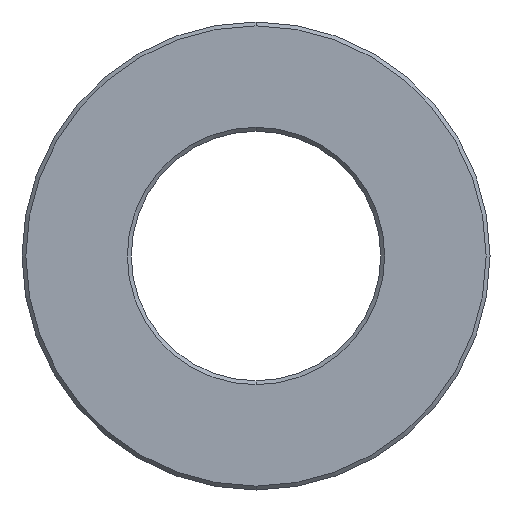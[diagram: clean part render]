
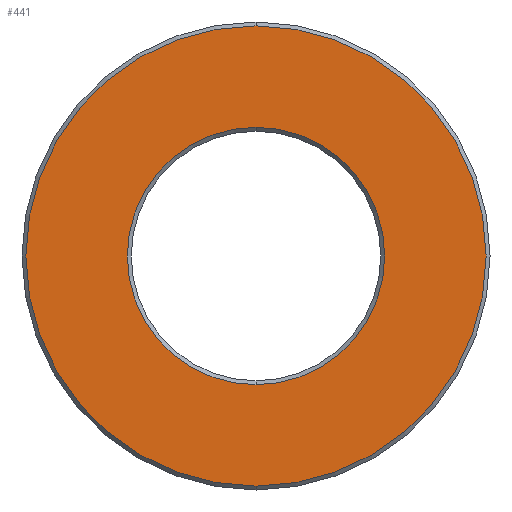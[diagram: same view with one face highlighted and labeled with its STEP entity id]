
A CAD part, front view. The second image highlights one B-rep face of the part: STEP entity #441.
In plain terms, the highlighted planar face has unit normal (0, -1, 0).
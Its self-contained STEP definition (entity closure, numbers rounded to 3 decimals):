
#74 = EDGE_CURVE ( 'NONE', #123, #147, #476, .T. ) ;
#117 = VERTEX_POINT ( 'NONE', #578 ) ;
#118 = EDGE_CURVE ( 'NONE', #216, #117, #575, .T. ) ;
#123 = VERTEX_POINT ( 'NONE', #562 ) ;
#147 = VERTEX_POINT ( 'NONE', #845 ) ;
#216 = VERTEX_POINT ( 'NONE', #821 ) ;
#254 = ORIENTED_EDGE ( 'NONE', *, *, #400, .T. ) ;
#290 = EDGE_LOOP ( 'NONE', ( #254, #442 ) ) ;
#293 = EDGE_CURVE ( 'NONE', #117, #216, #973, .T. ) ;
#301 = ORIENTED_EDGE ( 'NONE', *, *, #293, .F. ) ;
#357 = EDGE_LOOP ( 'NONE', ( #301, #360 ) ) ;
#360 = ORIENTED_EDGE ( 'NONE', *, *, #118, .F. ) ;
#400 = EDGE_CURVE ( 'NONE', #147, #123, #981, .T. ) ;
#441 = ADVANCED_FACE ( 'NONE', ( #944, #934 ), #946, .T. ) ;
#442 = ORIENTED_EDGE ( 'NONE', *, *, #74, .T. ) ;
#467 = DIRECTION ( 'NONE',  ( 0., 0., -1. ) ) ;
#468 = DIRECTION ( 'NONE',  ( 0., -1., 0. ) ) ;
#469 = CARTESIAN_POINT ( 'NONE',  ( 0., 0., 0. ) ) ;
#470 = AXIS2_PLACEMENT_3D ( 'NONE', #469, #468, #467 ) ;
#476 = CIRCLE ( 'NONE', #470, 14.75 ) ;
#562 = CARTESIAN_POINT ( 'NONE',  ( 0., 0., -14.75 ) ) ;
#564 = DIRECTION ( 'NONE',  ( 0., 0., -1. ) ) ;
#565 = DIRECTION ( 'NONE',  ( 0., -1., 0. ) ) ;
#566 = CARTESIAN_POINT ( 'NONE',  ( 0., 0., 0. ) ) ;
#575 = CIRCLE ( 'NONE', #579, 8.25 ) ;
#578 = CARTESIAN_POINT ( 'NONE',  ( 0., 0., -8.25 ) ) ;
#579 = AXIS2_PLACEMENT_3D ( 'NONE', #566, #565, #564 ) ;
#821 = CARTESIAN_POINT ( 'NONE',  ( 0., 0., 8.25 ) ) ;
#845 = CARTESIAN_POINT ( 'NONE',  ( 0., 0., 14.75 ) ) ;
#856 = DIRECTION ( 'NONE',  ( 0., 0., -1. ) ) ;
#857 = DIRECTION ( 'NONE',  ( 0., -1., 0. ) ) ;
#858 = CARTESIAN_POINT ( 'NONE',  ( 8.25, 0., 0. ) ) ;
#913 = DIRECTION ( 'NONE',  ( 0., 0., -1. ) ) ;
#914 = DIRECTION ( 'NONE',  ( 0., -1., 0. ) ) ;
#915 = CARTESIAN_POINT ( 'NONE',  ( 0., 0., 0. ) ) ;
#916 = AXIS2_PLACEMENT_3D ( 'NONE', #915, #914, #913 ) ;
#934 = FACE_BOUND ( 'NONE', #357, .T. ) ;
#936 = AXIS2_PLACEMENT_3D ( 'NONE', #858, #857, #856 ) ;
#944 = FACE_OUTER_BOUND ( 'NONE', #290, .T. ) ;
#946 = PLANE ( 'NONE',  #936 ) ;
#973 = CIRCLE ( 'NONE', #916, 8.25 ) ;
#979 = DIRECTION ( 'NONE',  ( 0., 0., -1. ) ) ;
#980 = DIRECTION ( 'NONE',  ( 0., -1., 0. ) ) ;
#981 = CIRCLE ( 'NONE', #986, 14.75 ) ;
#986 = AXIS2_PLACEMENT_3D ( 'NONE', #1005, #980, #979 ) ;
#1005 = CARTESIAN_POINT ( 'NONE',  ( 0., 0., 0. ) ) ;
